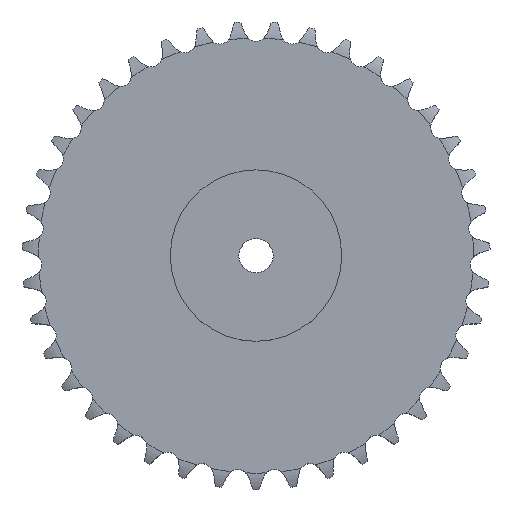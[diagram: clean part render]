
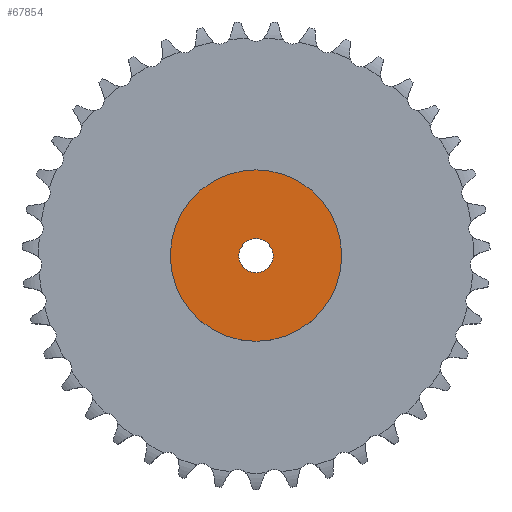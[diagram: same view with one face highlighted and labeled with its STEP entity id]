
A CAD part, top view. The second image highlights one B-rep face of the part: STEP entity #67854.
In plain terms, the highlighted planar face has unit normal (0, 0, 1).
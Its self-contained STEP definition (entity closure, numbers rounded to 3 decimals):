
#36520 = CYLINDRICAL_SURFACE('',#36521,15.);
#36521 = AXIS2_PLACEMENT_3D('',#36522,#36523,#36524);
#36522 = CARTESIAN_POINT('',(0.,0.,620.057));
#36523 = DIRECTION('',(0.,0.,1.));
#36524 = DIRECTION('',(1.,0.,0.));
#46545 = EDGE_CURVE('',#46546,#46546,#46548,.T.);
#46546 = VERTEX_POINT('',#46547);
#46547 = CARTESIAN_POINT('',(15.,0.,115.));
#46548 = SURFACE_CURVE('',#46549,(#46554,#46561),.PCURVE_S1.);
#46549 = CIRCLE('',#46550,15.);
#46550 = AXIS2_PLACEMENT_3D('',#46551,#46552,#46553);
#46551 = CARTESIAN_POINT('',(0.,0.,115.));
#46552 = DIRECTION('',(0.,0.,1.));
#46553 = DIRECTION('',(1.,0.,0.));
#46554 = PCURVE('',#36520,#46555);
#46555 = DEFINITIONAL_REPRESENTATION('',(#46556),#46560);
#46556 = LINE('',#46557,#46558);
#46557 = CARTESIAN_POINT('',(0.,-505.057));
#46558 = VECTOR('',#46559,1.);
#46559 = DIRECTION('',(1.,0.));
#46560 = ( GEOMETRIC_REPRESENTATION_CONTEXT(2) 
PARAMETRIC_REPRESENTATION_CONTEXT() REPRESENTATION_CONTEXT('2D SPACE',''
  ) );
#46561 = PCURVE('',#46562,#46567);
#46562 = PLANE('',#46563);
#46563 = AXIS2_PLACEMENT_3D('',#46564,#46565,#46566);
#46564 = CARTESIAN_POINT('',(0.,0.,115.
    ));
#46565 = DIRECTION('',(0.,0.,1.));
#46566 = DIRECTION('',(1.,0.,0.));
#46567 = DEFINITIONAL_REPRESENTATION('',(#46568),#46572);
#46568 = CIRCLE('',#46569,15.);
#46569 = AXIS2_PLACEMENT_2D('',#46570,#46571);
#46570 = CARTESIAN_POINT('',(0.,0.));
#46571 = DIRECTION('',(1.,0.));
#46572 = ( GEOMETRIC_REPRESENTATION_CONTEXT(2) 
PARAMETRIC_REPRESENTATION_CONTEXT() REPRESENTATION_CONTEXT('2D SPACE',''
  ) );
#67854 = ADVANCED_FACE('',(#67855,#67886),#46562,.T.);
#67855 = FACE_BOUND('',#67856,.T.);
#67856 = EDGE_LOOP('',(#67857));
#67857 = ORIENTED_EDGE('',*,*,#67858,.T.);
#67858 = EDGE_CURVE('',#67859,#67859,#67861,.T.);
#67859 = VERTEX_POINT('',#67860);
#67860 = CARTESIAN_POINT('',(75.,0.,115.));
#67861 = SURFACE_CURVE('',#67862,(#67867,#67874),.PCURVE_S1.);
#67862 = CIRCLE('',#67863,75.);
#67863 = AXIS2_PLACEMENT_3D('',#67864,#67865,#67866);
#67864 = CARTESIAN_POINT('',(0.,0.,115.));
#67865 = DIRECTION('',(0.,0.,1.));
#67866 = DIRECTION('',(1.,0.,0.));
#67867 = PCURVE('',#46562,#67868);
#67868 = DEFINITIONAL_REPRESENTATION('',(#67869),#67873);
#67869 = CIRCLE('',#67870,75.);
#67870 = AXIS2_PLACEMENT_2D('',#67871,#67872);
#67871 = CARTESIAN_POINT('',(0.,0.));
#67872 = DIRECTION('',(1.,0.));
#67873 = ( GEOMETRIC_REPRESENTATION_CONTEXT(2) 
PARAMETRIC_REPRESENTATION_CONTEXT() REPRESENTATION_CONTEXT('2D SPACE',''
  ) );
#67874 = PCURVE('',#67875,#67880);
#67875 = CYLINDRICAL_SURFACE('',#67876,75.);
#67876 = AXIS2_PLACEMENT_3D('',#67877,#67878,#67879);
#67877 = CARTESIAN_POINT('',(0.,0.,0.));
#67878 = DIRECTION('',(-0.,-0.,-1.));
#67879 = DIRECTION('',(1.,0.,0.));
#67880 = DEFINITIONAL_REPRESENTATION('',(#67881),#67885);
#67881 = LINE('',#67882,#67883);
#67882 = CARTESIAN_POINT('',(-0.,-115.));
#67883 = VECTOR('',#67884,1.);
#67884 = DIRECTION('',(-1.,0.));
#67885 = ( GEOMETRIC_REPRESENTATION_CONTEXT(2) 
PARAMETRIC_REPRESENTATION_CONTEXT() REPRESENTATION_CONTEXT('2D SPACE',''
  ) );
#67886 = FACE_BOUND('',#67887,.T.);
#67887 = EDGE_LOOP('',(#67888));
#67888 = ORIENTED_EDGE('',*,*,#46545,.F.);
